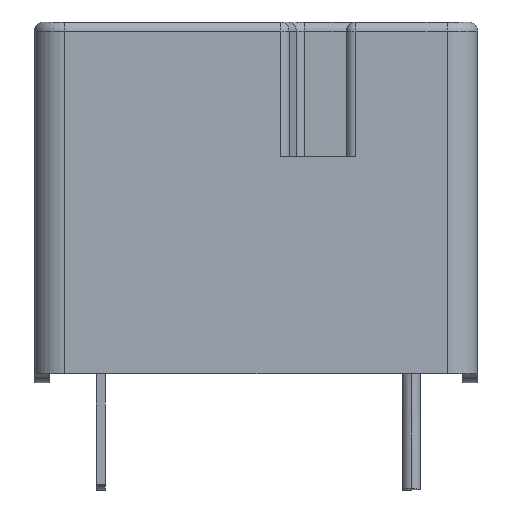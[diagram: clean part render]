
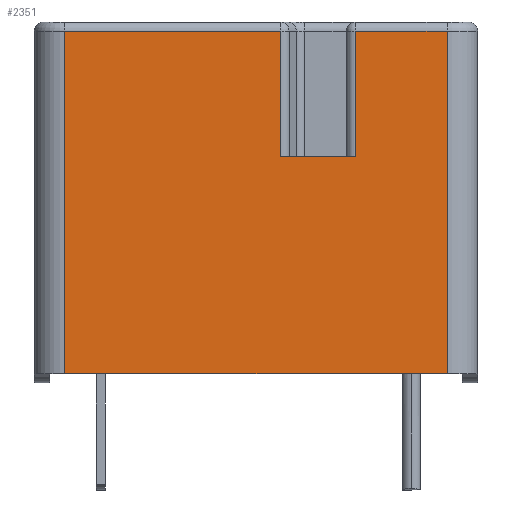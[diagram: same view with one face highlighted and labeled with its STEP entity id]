
A CAD part, left-side view. The second image highlights one B-rep face of the part: STEP entity #2351.
In plain terms, the highlighted planar face has unit normal (-1, 0, 0).
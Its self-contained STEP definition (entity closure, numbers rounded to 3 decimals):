
#1169=CARTESIAN_POINT('',(-15.75,-6.25,11.5));
#1170=VERTEX_POINT('',#1169);
#1235=CARTESIAN_POINT('',(-15.75,-3.25,11.5));
#1236=VERTEX_POINT('',#1235);
#1244=CARTESIAN_POINT('',(-15.75,-3.25,11.5));
#1245=DIRECTION('',(0.0,-1.0,0.0));
#1246=VECTOR('',#1245,3.0);
#1247=LINE('',#1244,#1246);
#1248=EDGE_CURVE('',#1236,#1170,#1247,.T.);
#1697=CARTESIAN_POINT('',(-15.75,-0.815,11.5));
#1698=VERTEX_POINT('',#1697);
#1707=CARTESIAN_POINT('',(-15.75,6.25,11.5));
#1708=VERTEX_POINT('',#1707);
#1716=CARTESIAN_POINT('',(-15.75,6.25,11.5));
#1717=DIRECTION('',(0.0,-1.0,0.0));
#1718=VECTOR('',#1717,7.065);
#1719=LINE('',#1716,#1718);
#1720=EDGE_CURVE('',#1708,#1698,#1719,.T.);
#2253=CARTESIAN_POINT('',(-15.75,-0.815,7.4));
#2254=VERTEX_POINT('',#2253);
#2255=CARTESIAN_POINT('',(-15.75,-0.815,7.4));
#2256=DIRECTION('',(0.0,0.0,1.0));
#2257=VECTOR('',#2256,4.1);
#2258=LINE('',#2255,#2257);
#2259=EDGE_CURVE('',#2254,#1698,#2258,.T.);
#2279=CARTESIAN_POINT('',(-15.75,-3.25,7.4));
#2280=VERTEX_POINT('',#2279);
#2288=CARTESIAN_POINT('',(-15.75,-3.25,7.4));
#2289=DIRECTION('',(0.0,0.0,1.0));
#2290=VECTOR('',#2289,4.1);
#2291=LINE('',#2288,#2290);
#2292=EDGE_CURVE('',#2280,#1236,#2291,.T.);
#2307=CARTESIAN_POINT('',(-15.75,-3.25,7.4));
#2308=DIRECTION('',(0.0,1.0,0.0));
#2309=VECTOR('',#2308,2.435);
#2310=LINE('',#2307,#2309);
#2311=EDGE_CURVE('',#2280,#2254,#2310,.T.);
#2317=CARTESIAN_POINT('',(-15.75,6.25,0.3));
#2318=DIRECTION('',(-1.0,0.0,0.0));
#2319=DIRECTION('',(0.0,-1.0,0.0));
#2320=AXIS2_PLACEMENT_3D('',#2317,#2318,#2319);
#2321=PLANE('',#2320);
#2322=ORIENTED_EDGE('',*,*,#1248,.F.);
#2323=ORIENTED_EDGE('',*,*,#2292,.F.);
#2324=ORIENTED_EDGE('',*,*,#2311,.T.);
#2325=ORIENTED_EDGE('',*,*,#2259,.T.);
#2326=ORIENTED_EDGE('',*,*,#1720,.F.);
#2327=CARTESIAN_POINT('',(-15.75,6.25,0.3));
#2328=VERTEX_POINT('',#2327);
#2329=CARTESIAN_POINT('',(-15.75,6.25,0.3));
#2330=DIRECTION('',(0.0,0.0,1.0));
#2331=VECTOR('',#2330,11.2);
#2332=LINE('',#2329,#2331);
#2333=EDGE_CURVE('',#2328,#1708,#2332,.T.);
#2334=ORIENTED_EDGE('',*,*,#2333,.F.);
#2335=CARTESIAN_POINT('',(-15.75,-6.25,0.3));
#2336=VERTEX_POINT('',#2335);
#2337=CARTESIAN_POINT('',(-15.75,6.25,0.3));
#2338=DIRECTION('',(0.0,-1.0,0.0));
#2339=VECTOR('',#2338,12.5);
#2340=LINE('',#2337,#2339);
#2341=EDGE_CURVE('',#2328,#2336,#2340,.T.);
#2342=ORIENTED_EDGE('',*,*,#2341,.T.);
#2343=CARTESIAN_POINT('',(-15.75,-6.25,0.3));
#2344=DIRECTION('',(0.0,0.0,1.0));
#2345=VECTOR('',#2344,11.2);
#2346=LINE('',#2343,#2345);
#2347=EDGE_CURVE('',#2336,#1170,#2346,.T.);
#2348=ORIENTED_EDGE('',*,*,#2347,.T.);
#2349=EDGE_LOOP('',(#2322,#2323,#2324,#2325,#2326,#2334,#2342,#2348));
#2350=FACE_OUTER_BOUND('',#2349,.T.);
#2351=ADVANCED_FACE('',(#2350),#2321,.T.);
